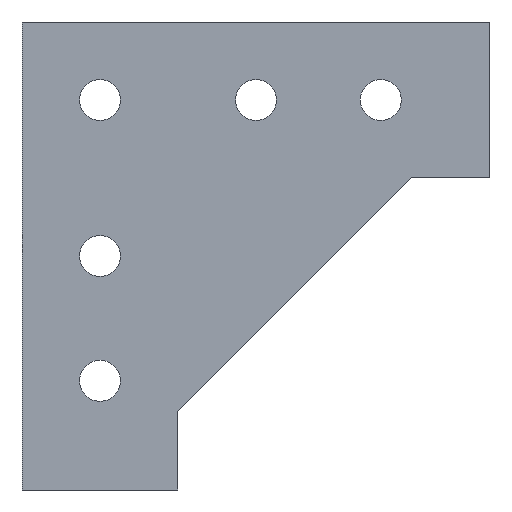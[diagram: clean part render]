
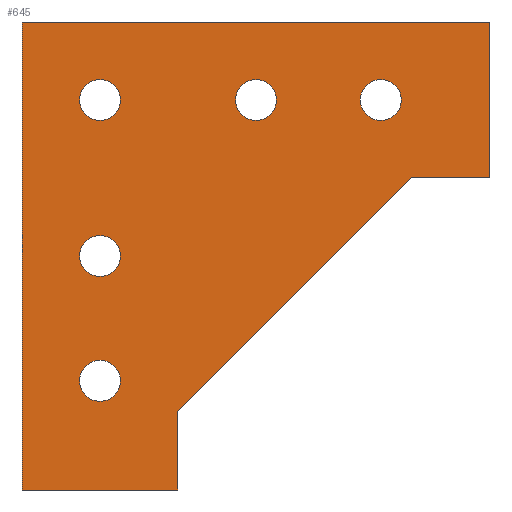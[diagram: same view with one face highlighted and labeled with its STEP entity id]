
A CAD part, left-side view. The second image highlights one B-rep face of the part: STEP entity #645.
In plain terms, the highlighted planar face has unit normal (-1, 0, 0).
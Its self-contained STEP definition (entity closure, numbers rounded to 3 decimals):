
#29=FACE_BOUND('',#170,.T.);
#30=FACE_BOUND('',#171,.T.);
#31=FACE_BOUND('',#172,.T.);
#32=FACE_BOUND('',#173,.T.);
#33=FACE_BOUND('',#174,.T.);
#49=CIRCLE('',#718,2.625);
#50=CIRCLE('',#720,2.625);
#51=CIRCLE('',#722,2.625);
#52=CIRCLE('',#724,2.625);
#53=CIRCLE('',#726,2.625);
#83=PLANE('',#730);
#121=FACE_OUTER_BOUND('',#169,.T.);
#169=EDGE_LOOP('',(#576,#577,#578,#579,#580,#581,#582));
#170=EDGE_LOOP('',(#583));
#171=EDGE_LOOP('',(#584));
#172=EDGE_LOOP('',(#585));
#173=EDGE_LOOP('',(#586));
#174=EDGE_LOOP('',(#587));
#203=LINE('',#1081,#254);
#206=LINE('',#1086,#257);
#208=LINE('',#1090,#259);
#210=LINE('',#1094,#261);
#222=LINE('',#1153,#273);
#224=LINE('',#1157,#275);
#225=LINE('',#1159,#276);
#254=VECTOR('',#830,10.);
#257=VECTOR('',#835,10.);
#259=VECTOR('',#839,10.);
#261=VECTOR('',#843,10.);
#273=VECTOR('',#917,10.);
#275=VECTOR('',#921,10.);
#276=VECTOR('',#924,10.);
#311=VERTEX_POINT('',#1078);
#312=VERTEX_POINT('',#1080);
#313=VERTEX_POINT('',#1084);
#314=VERTEX_POINT('',#1088);
#315=VERTEX_POINT('',#1092);
#326=VERTEX_POINT('',#1131);
#327=VERTEX_POINT('',#1135);
#328=VERTEX_POINT('',#1139);
#329=VERTEX_POINT('',#1143);
#330=VERTEX_POINT('',#1147);
#331=VERTEX_POINT('',#1151);
#332=VERTEX_POINT('',#1155);
#380=EDGE_CURVE('',#311,#312,#203,.T.);
#383=EDGE_CURVE('',#313,#311,#206,.T.);
#385=EDGE_CURVE('',#313,#314,#208,.T.);
#387=EDGE_CURVE('',#315,#314,#210,.T.);
#404=EDGE_CURVE('',#326,#326,#49,.T.);
#406=EDGE_CURVE('',#327,#327,#50,.T.);
#408=EDGE_CURVE('',#328,#328,#51,.T.);
#410=EDGE_CURVE('',#329,#329,#52,.T.);
#412=EDGE_CURVE('',#330,#330,#53,.T.);
#414=EDGE_CURVE('',#315,#331,#222,.T.);
#416=EDGE_CURVE('',#332,#331,#224,.T.);
#417=EDGE_CURVE('',#312,#332,#225,.T.);
#576=ORIENTED_EDGE('',*,*,#383,.F.);
#577=ORIENTED_EDGE('',*,*,#385,.T.);
#578=ORIENTED_EDGE('',*,*,#387,.F.);
#579=ORIENTED_EDGE('',*,*,#414,.T.);
#580=ORIENTED_EDGE('',*,*,#416,.F.);
#581=ORIENTED_EDGE('',*,*,#417,.F.);
#582=ORIENTED_EDGE('',*,*,#380,.F.);
#583=ORIENTED_EDGE('',*,*,#406,.T.);
#584=ORIENTED_EDGE('',*,*,#408,.T.);
#585=ORIENTED_EDGE('',*,*,#404,.T.);
#586=ORIENTED_EDGE('',*,*,#412,.T.);
#587=ORIENTED_EDGE('',*,*,#410,.T.);
#645=ADVANCED_FACE('',(#121,#29,#30,#31,#32,#33),#83,.F.);
#718=AXIS2_PLACEMENT_3D('',#1133,#892,#893);
#720=AXIS2_PLACEMENT_3D('',#1137,#897,#898);
#722=AXIS2_PLACEMENT_3D('',#1141,#902,#903);
#724=AXIS2_PLACEMENT_3D('',#1145,#907,#908);
#726=AXIS2_PLACEMENT_3D('',#1149,#912,#913);
#730=AXIS2_PLACEMENT_3D('',#1160,#925,#926);
#830=DIRECTION('',(0.,0.,1.));
#835=DIRECTION('',(0.,1.,0.));
#839=DIRECTION('',(0.,0.,1.));
#843=DIRECTION('',(0.,0.707,-0.707));
#892=DIRECTION('center_axis',(1.,0.,0.));
#893=DIRECTION('ref_axis',(0.,1.,0.));
#897=DIRECTION('center_axis',(1.,0.,0.));
#898=DIRECTION('ref_axis',(0.,1.,0.));
#902=DIRECTION('center_axis',(1.,0.,0.));
#903=DIRECTION('ref_axis',(0.,1.,0.));
#907=DIRECTION('center_axis',(1.,0.,0.));
#908=DIRECTION('ref_axis',(0.,1.,0.));
#912=DIRECTION('center_axis',(1.,0.,0.));
#913=DIRECTION('ref_axis',(0.,1.,0.));
#917=DIRECTION('',(0.,-1.,0.));
#921=DIRECTION('',(0.,0.,-1.));
#924=DIRECTION('',(0.,-1.,0.));
#925=DIRECTION('center_axis',(1.,0.,0.));
#926=DIRECTION('ref_axis',(0.,1.,0.));
#1078=CARTESIAN_POINT('',(205.,220.,145.));
#1080=CARTESIAN_POINT('',(205.,220.,205.));
#1081=CARTESIAN_POINT('',(205.,220.,145.));
#1084=CARTESIAN_POINT('',(205.,200.,145.));
#1086=CARTESIAN_POINT('',(205.,200.,145.));
#1088=CARTESIAN_POINT('',(205.,200.,155.));
#1090=CARTESIAN_POINT('',(205.,200.,145.));
#1092=CARTESIAN_POINT('',(205.,170.,185.));
#1094=CARTESIAN_POINT('',(205.,170.,185.));
#1131=CARTESIAN_POINT('',(205.,171.375,195.));
#1133=CARTESIAN_POINT('Origin',(205.,174.,195.));
#1135=CARTESIAN_POINT('',(205.,207.375,159.));
#1137=CARTESIAN_POINT('Origin',(205.,210.,159.));
#1139=CARTESIAN_POINT('',(205.,187.375,195.));
#1141=CARTESIAN_POINT('Origin',(205.,190.,195.));
#1143=CARTESIAN_POINT('',(205.,207.375,175.));
#1145=CARTESIAN_POINT('Origin',(205.,210.,175.));
#1147=CARTESIAN_POINT('',(205.,207.375,195.));
#1149=CARTESIAN_POINT('Origin',(205.,210.,195.));
#1151=CARTESIAN_POINT('',(205.,160.,185.));
#1153=CARTESIAN_POINT('',(205.,170.,185.));
#1155=CARTESIAN_POINT('',(205.,160.,205.));
#1157=CARTESIAN_POINT('',(205.,160.,205.));
#1159=CARTESIAN_POINT('',(205.,220.,205.));
#1160=CARTESIAN_POINT('Origin',(205.,190.,175.));
